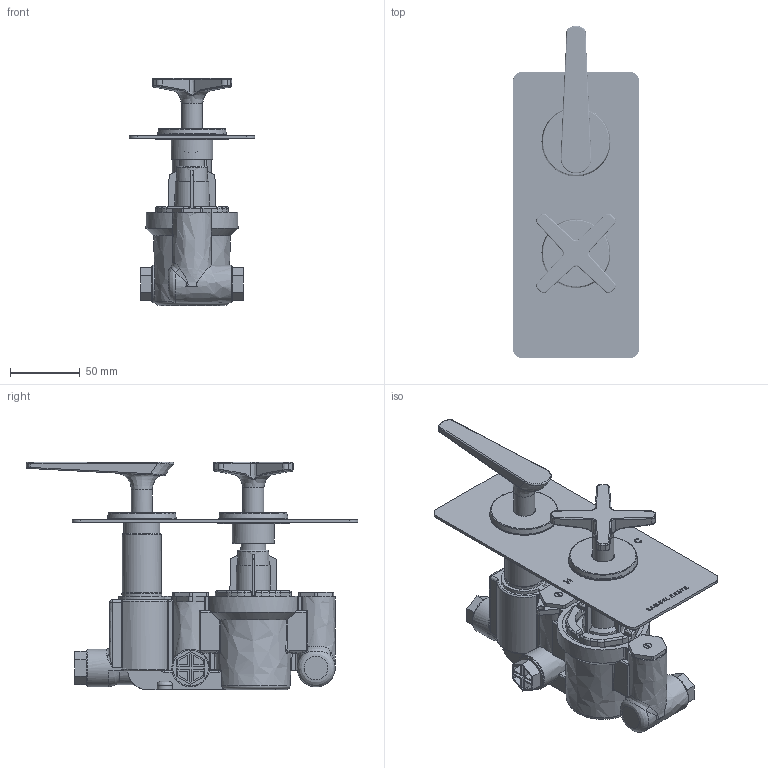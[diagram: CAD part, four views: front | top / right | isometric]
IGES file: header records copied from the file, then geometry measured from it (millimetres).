
Global section: file name: T2001-TCOL; native system: Autodesk Inventor 2020; preprocessor: unknown; author: rclarke; date: 20221207.091150; units: millimetre
Bounding box: 90 x 238 x 162.95 mm (x, y, z)
Volume: 410016.8 mm3; surface area: 268209.4 mm2
Topology: 57 solids, 62 shells, 3479 faces, 9545 edges, 6321 vertices
Faces by surface type: bspline 3479
